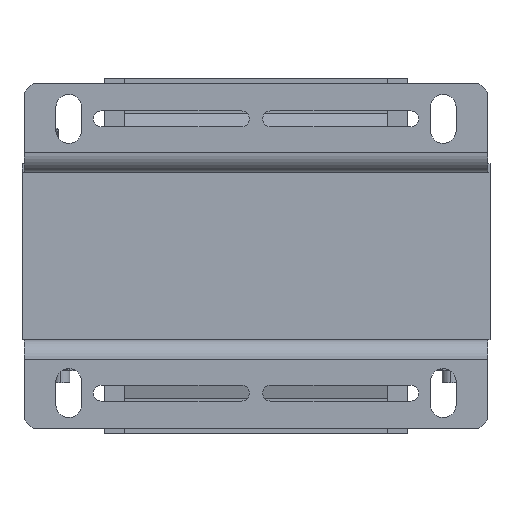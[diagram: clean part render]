
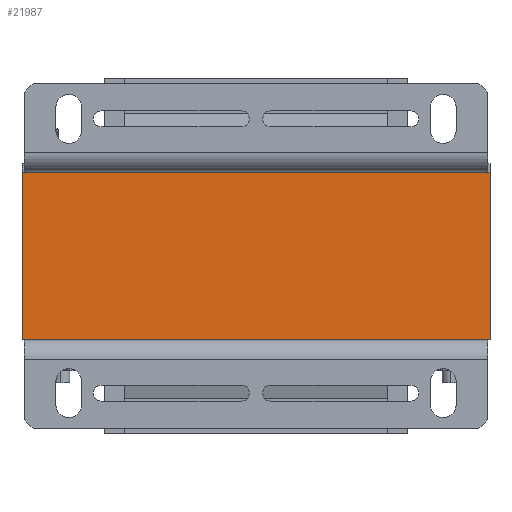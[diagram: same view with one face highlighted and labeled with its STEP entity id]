
A CAD part, front view. The second image highlights one B-rep face of the part: STEP entity #21987.
In plain terms, the highlighted planar face has unit normal (0, -1, 0).
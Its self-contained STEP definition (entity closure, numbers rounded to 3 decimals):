
#32 = FACE_OUTER_BOUND ( 'NONE', #10743, .T. ) ;
#100 = CARTESIAN_POINT ( 'NONE',  ( 52., -43.75, 18.75 ) ) ;
#588 = CARTESIAN_POINT ( 'NONE',  ( 0., -43.75, -18.75 ) ) ;
#595 = CARTESIAN_POINT ( 'NONE',  ( 0., -43.75, -18.75 ) ) ;
#1233 = LINE ( 'NONE', #15508, #1750 ) ;
#1621 = EDGE_CURVE ( 'Defeature ausgef�hrt5_71+Defeature ausgef�hrt5_72+Defeature ausgef�hrt5_158+Defeature ausgef�hrt5_155', #15348, #10654, #18410, .T. ) ;
#1750 = VECTOR ( 'NONE', #12323, 1000. ) ;
#2305 = DIRECTION ( 'NONE',  ( 1., 0., 0. ) ) ;
#2812 = LINE ( 'NONE', #20348, #18450 ) ;
#3308 = CARTESIAN_POINT ( 'NONE',  ( 52.5, -43.75, 18.75 ) ) ;
#3317 = DIRECTION ( 'NONE',  ( 0., 1., 0. ) ) ;
#3387 = CARTESIAN_POINT ( 'NONE',  ( 0., -43.75, 18.75 ) ) ;
#4405 = ORIENTED_EDGE ( 'NONE', *, *, #22135, .F. ) ;
#4698 = ORIENTED_EDGE ( 'NONE', *, *, #16567, .T. ) ;
#4792 = VECTOR ( 'NONE', #18917, 1000. ) ;
#5051 = CARTESIAN_POINT ( 'NONE',  ( 0., -43.75, 18.75 ) ) ;
#5601 = ORIENTED_EDGE ( 'NONE', *, *, #5819, .T. ) ;
#5785 = VERTEX_POINT ( 'NONE', #100 ) ;
#5819 = EDGE_CURVE ( 'Defeature ausgef�hrt5_72+Defeature ausgef�hrt5_73+Defeature ausgef�hrt5_158+Defeature ausgef�hrt5_155', #21461, #18791, #1233, .T. ) ;
#6840 = ORIENTED_EDGE ( 'NONE', *, *, #19478, .F. ) ;
#6899 = CARTESIAN_POINT ( 'NONE',  ( -52.5, -43.75, 18.75 ) ) ;
#7308 = LINE ( 'NONE', #15859, #13494 ) ;
#8453 = LINE ( 'NONE', #595, #13050 ) ;
#8838 = DIRECTION ( 'NONE',  ( 1., 0., 0. ) ) ;
#9059 = CARTESIAN_POINT ( 'NONE',  ( -52., -43.75, -18.75 ) ) ;
#9705 = LINE ( 'NONE', #3387, #4792 ) ;
#9845 = DIRECTION ( 'NONE',  ( 0., 0., 1. ) ) ;
#9956 = ORIENTED_EDGE ( 'NONE', *, *, #16752, .T. ) ;
#10654 = VERTEX_POINT ( 'NONE', #12306 ) ;
#10743 = EDGE_LOOP ( 'NONE', ( #4698, #19928, #9956, #12215, #4405, #20431, #6840, #5601 ) ) ;
#10900 = AXIS2_PLACEMENT_3D ( 'NONE', #5051, #3317, #9845 ) ;
#11382 = LINE ( 'NONE', #588, #21080 ) ;
#11770 = DIRECTION ( 'NONE',  ( 1., 0., 0. ) ) ;
#11774 = CARTESIAN_POINT ( 'NONE',  ( -52., -43.75, 18.75 ) ) ;
#12215 = ORIENTED_EDGE ( 'NONE', *, *, #1621, .F. ) ;
#12306 = CARTESIAN_POINT ( 'NONE',  ( 52.5, -43.75, -18.75 ) ) ;
#12314 = VERTEX_POINT ( 'NONE', #9059 ) ;
#12323 = DIRECTION ( 'NONE',  ( 0., 0., -1. ) ) ;
#13050 = VECTOR ( 'NONE', #14210, 1000. ) ;
#13447 = CARTESIAN_POINT ( 'NONE',  ( 0., -43.75, 18.75 ) ) ;
#13494 = VECTOR ( 'NONE', #8838, 1000. ) ;
#13708 = PLANE ( 'NONE',  #10900 ) ;
#13903 = CARTESIAN_POINT ( 'NONE',  ( -52.5, -43.75, -18.75 ) ) ;
#14210 = DIRECTION ( 'NONE',  ( 1., 0., 0. ) ) ;
#14398 = VECTOR ( 'NONE', #20505, 1000. ) ;
#15348 = VERTEX_POINT ( 'NONE', #18616 ) ;
#15508 = CARTESIAN_POINT ( 'NONE',  ( -52.5, -43.75, 18.75 ) ) ;
#15859 = CARTESIAN_POINT ( 'NONE',  ( 0., -43.75, 18.75 ) ) ;
#16392 = EDGE_CURVE ( 'Defeature ausgef�hrt5_34+Defeature ausgef�hrt5_72+Defeature ausgef�hrt5_37+Defeature ausgef�hrt5_44', #21590, #5785, #17331, .T. ) ;
#16567 = EDGE_CURVE ( 'NONE', #18791, #12314, #2812, .T. ) ;
#16752 = EDGE_CURVE ( 'NONE', #19770, #10654, #8453, .T. ) ;
#17331 = LINE ( 'NONE', #13447, #14398 ) ;
#18410 = LINE ( 'NONE', #3308, #19209 ) ;
#18450 = VECTOR ( 'NONE', #11770, 1000. ) ;
#18594 = EDGE_CURVE ( 'Defeature ausgef�hrt5_72+Defeature ausgef�hrt5_154+Defeature ausgef�hrt5_155+Defeature ausgef�hrt5_155', #12314, #19770, #11382, .T. ) ;
#18616 = CARTESIAN_POINT ( 'NONE',  ( 52.5, -43.75, 18.75 ) ) ;
#18684 = DIRECTION ( 'NONE',  ( 0., 0., -1. ) ) ;
#18791 = VERTEX_POINT ( 'NONE', #13903 ) ;
#18917 = DIRECTION ( 'NONE',  ( 1., 0., 0. ) ) ;
#19209 = VECTOR ( 'NONE', #18684, 1000. ) ;
#19478 = EDGE_CURVE ( 'NONE', #21461, #21590, #9705, .T. ) ;
#19770 = VERTEX_POINT ( 'NONE', #21886 ) ;
#19928 = ORIENTED_EDGE ( 'NONE', *, *, #18594, .T. ) ;
#20348 = CARTESIAN_POINT ( 'NONE',  ( 0., -43.75, -18.75 ) ) ;
#20431 = ORIENTED_EDGE ( 'NONE', *, *, #16392, .F. ) ;
#20505 = DIRECTION ( 'NONE',  ( 1., 0., 0. ) ) ;
#21080 = VECTOR ( 'NONE', #2305, 1000. ) ;
#21461 = VERTEX_POINT ( 'NONE', #6899 ) ;
#21590 = VERTEX_POINT ( 'NONE', #11774 ) ;
#21886 = CARTESIAN_POINT ( 'NONE',  ( 52., -43.75, -18.75 ) ) ;
#21987 = ADVANCED_FACE ( 'Defeature ausgef�hrt5_72', ( #32 ), #13708, .F. ) ;
#22135 = EDGE_CURVE ( 'NONE', #5785, #15348, #7308, .T. ) ;
